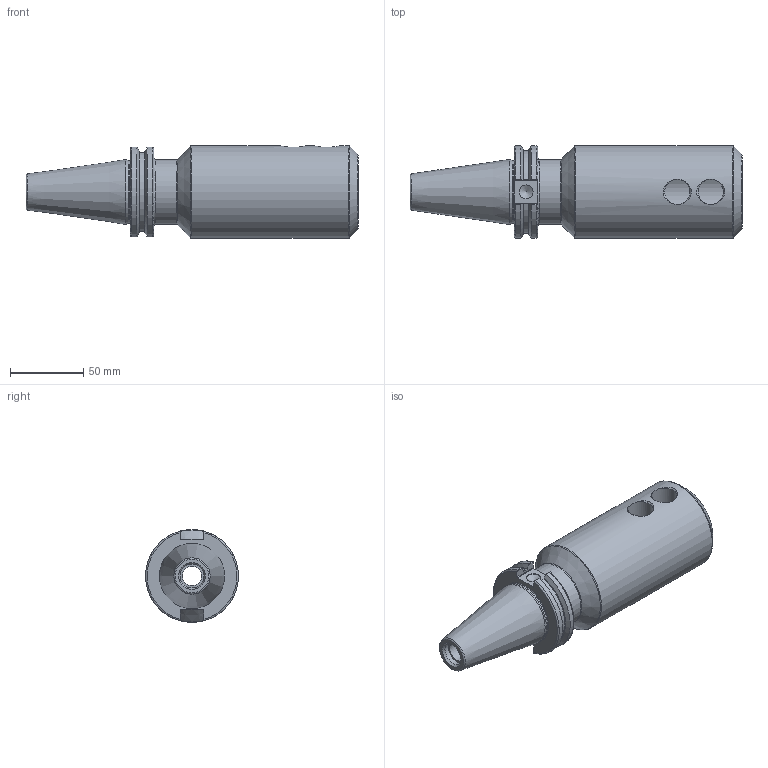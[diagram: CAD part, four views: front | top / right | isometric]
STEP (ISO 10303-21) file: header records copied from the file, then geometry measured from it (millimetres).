
FILE_DESCRIPTION(/* description */ (''),/* implementation_level */ '2;1');
FILE_NAME(/* name */ 'AK117B25.stp',/* time_stamp */ '2025-01-02T15:58:46+09:00',/* author */ ('YSH'),/* organization */ (''),/* preprocessor_version */ 'ST-DEVELOPER v20',/* originating_system */ 'Autodesk Inventor 2025',/* authorisation */ '');
FILE_SCHEMA (('AUTOMOTIVE_DESIGN { 1 0 10303 214 3 1 1 }'));
Length unit declared in the file: millimetre
Products named in the file (1): LO-CAT40-EMH31.75-158.75
Bounding box: 227 x 63.5 x 63.5 mm (x, y, z)
Volume: 409875.6 mm3; surface area: 60903.7 mm2
Topology: 1 solids, 1 shells, 71 faces, 197 edges, 132 vertices
Faces by surface type: plane 29, cylinder 16, cone 14, torus 12
Full cylindrical faces by diameter (mm): 9.525 x1, 13.386 x1, 16.3 x1, 17.323 x2, 31.75 x1, 32.95 x1, 43.6 x1, 44.45 x1, 63.5 x1
Entity records: 2534 total; most frequent: CARTESIAN_POINT 700, ORIENTED_EDGE 392, DIRECTION 363, EDGE_CURVE 196, AXIS2_PLACEMENT_3D 145, VERTEX_POINT 132, EDGE_LOOP 82, LINE 73
